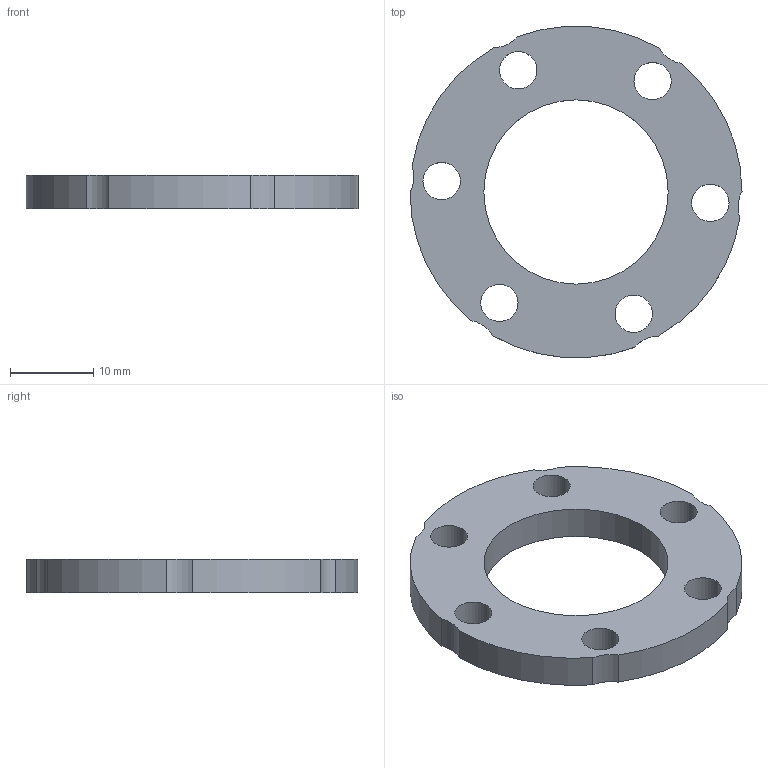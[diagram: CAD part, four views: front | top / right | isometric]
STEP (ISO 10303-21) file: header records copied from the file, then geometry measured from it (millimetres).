
FILE_DESCRIPTION (( 'STEP AP214' ), '1' );
FILE_NAME ('adaptateur_eovan_OK-5ter_en2parties2sur2.STEP', '2023-05-25T07:32:33', ( '' ), ( '' ), 'SwSTEP 2.0', 'SolidWorks 2022', '' );
FILE_SCHEMA (( 'AUTOMOTIVE_DESIGN' ));
Length unit declared in the file: centimetre
Products named in the file (1): adaptateur_eovan_OK-5ter_en2parties2sur2
Bounding box: 40 x 39.92 x 4 mm (x, y, z)
Volume: 3075.9 mm3; surface area: 2661 mm2
Topology: 1 solids, 1 shells, 29 faces, 81 edges, 54 vertices
Faces by surface type: cylinder 27, plane 2
Entity records: 1031 total; most frequent: DIRECTION 195, CARTESIAN_POINT 165, ORIENTED_EDGE 162, AXIS2_PLACEMENT_3D 84, EDGE_CURVE 81, CIRCLE 54, VERTEX_POINT 54, EDGE_LOOP 43
